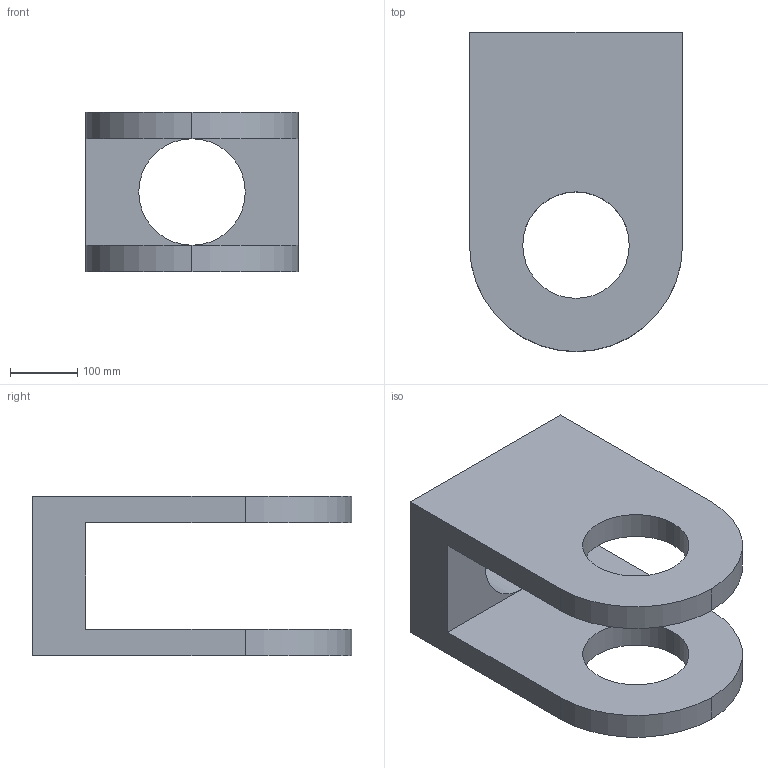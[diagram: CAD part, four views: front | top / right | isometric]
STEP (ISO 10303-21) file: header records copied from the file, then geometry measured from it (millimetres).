
FILE_DESCRIPTION (( 'STEP AP203' ), '1' );
FILE_NAME ('LewanSoul Wrist_Default_sldprt.STEP', '2020-03-16T20:36:47', ( '' ), ( '' ), 'SwSTEP 2.0', 'SolidWorks 2019', '' );
FILE_SCHEMA (( 'CONFIG_CONTROL_DESIGN' ));
Length unit declared in the file: millimetre
Products named in the file (1): LewanSoul Wrist_Default_sldprt
Bounding box: 317.5 x 476.25 x 238.12 mm (x, y, z)
Volume: 12002244.1 mm3; surface area: 712780.5 mm2
Topology: 1 solids, 1 shells, 19 faces, 50 edges, 32 vertices
Faces by surface type: cylinder 10, plane 9
Entity records: 681 total; most frequent: DIRECTION 110, CARTESIAN_POINT 102, ORIENTED_EDGE 100, EDGE_CURVE 50, AXIS2_PLACEMENT_3D 40, VERTEX_POINT 32, VECTOR 30, LINE 30
